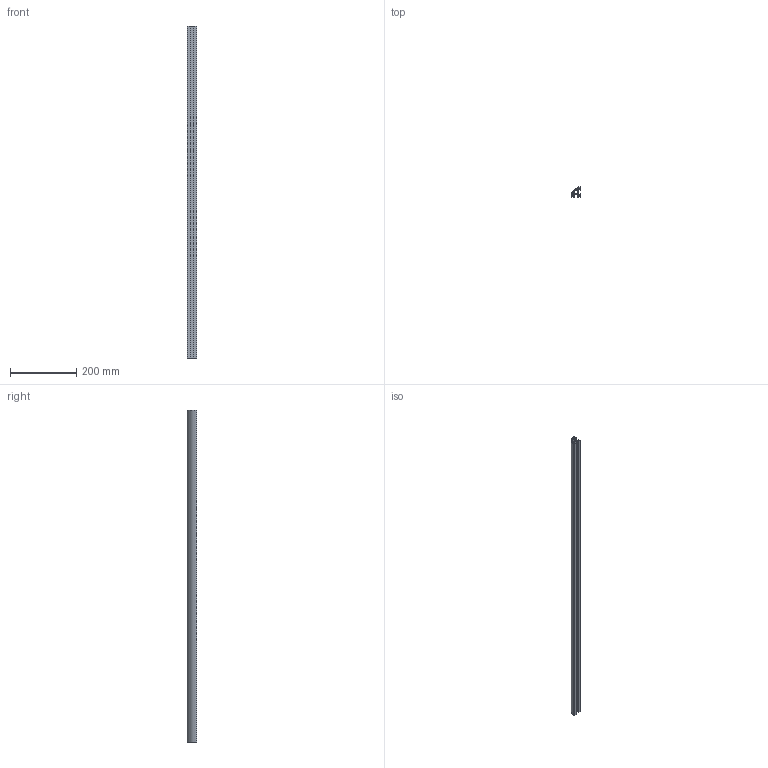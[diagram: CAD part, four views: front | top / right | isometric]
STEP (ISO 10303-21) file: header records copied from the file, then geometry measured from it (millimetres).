
FILE_DESCRIPTION (( 'STEP AP203' ), '1' );
FILE_NAME ('1.11.30.030030.R90.02.STEP', '2014-06-24T00:19:05', ( 'USER' ), ( 'Microsoft' ), 'SwSTEP 2.0', 'SolidWorks 2012', '' );
FILE_SCHEMA (( 'CONFIG_CONTROL_DESIGN' ));
Length unit declared in the file: millimetre
Products named in the file (1): 1.11.30.030030.R90.02
Bounding box: 29.93 x 29.92 x 1000 mm (x, y, z)
Volume: 262331.1 mm3; surface area: 291759.4 mm2
Topology: 1 solids, 1 shells, 91 faces, 267 edges, 178 vertices
Faces by surface type: cylinder 47, plane 44
Entity records: 3148 total; most frequent: DIRECTION 545, CARTESIAN_POINT 537, ORIENTED_EDGE 534, EDGE_CURVE 267, AXIS2_PLACEMENT_3D 186, VERTEX_POINT 178, VECTOR 173, LINE 173
